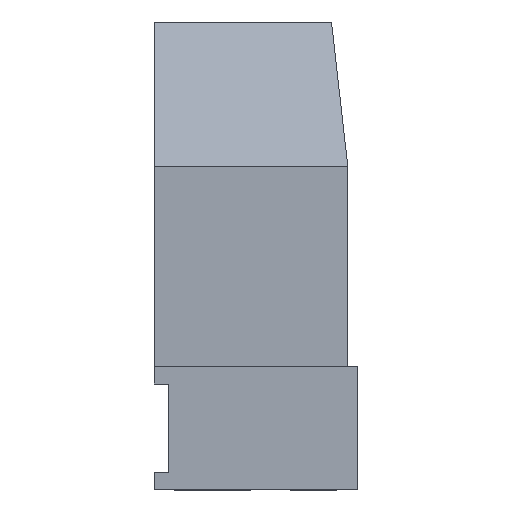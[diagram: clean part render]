
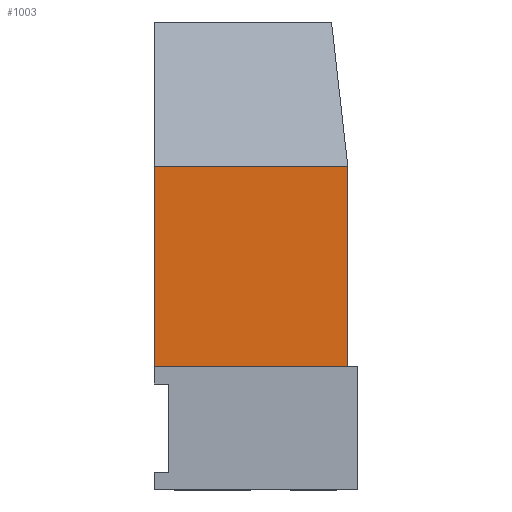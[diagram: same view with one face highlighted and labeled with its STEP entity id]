
A CAD part, left-side view. The second image highlights one B-rep face of the part: STEP entity #1003.
In plain terms, the highlighted planar face has unit normal (-1, 0, 0).
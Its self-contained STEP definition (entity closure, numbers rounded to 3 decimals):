
#43=B_SPLINE_CURVE_WITH_KNOTS('',3,(#2017,#2018,#2019,#2020),
 .UNSPECIFIED.,.F.,.F.,(4,4),(0.05,4.586),
 .UNSPECIFIED.);
#86=FACE_OUTER_BOUND('',#140,.T.);
#140=EDGE_LOOP('',(#838,#839,#840,#841));
#175=LINE('',#1331,#297);
#268=LINE('',#2022,#390);
#270=LINE('',#2025,#392);
#297=VECTOR('',#1095,10.);
#390=VECTOR('',#1254,10.);
#392=VECTOR('',#1258,10.);
#417=VERTEX_POINT('',#1328);
#418=VERTEX_POINT('',#1330);
#493=VERTEX_POINT('',#1976);
#497=VERTEX_POINT('',#2012);
#515=EDGE_CURVE('',#417,#418,#175,.T.);
#627=EDGE_CURVE('',#493,#497,#43,.T.);
#628=EDGE_CURVE('',#417,#493,#268,.T.);
#630=EDGE_CURVE('',#418,#497,#270,.T.);
#838=ORIENTED_EDGE('',*,*,#627,.T.);
#839=ORIENTED_EDGE('',*,*,#630,.F.);
#840=ORIENTED_EDGE('',*,*,#515,.F.);
#841=ORIENTED_EDGE('',*,*,#628,.T.);
#955=PLANE('',#1056);
#1003=ADVANCED_FACE('',(#86),#955,.T.);
#1056=AXIS2_PLACEMENT_3D('',#2024,#1256,#1257);
#1095=DIRECTION('',(0.,0.,1.));
#1254=DIRECTION('',(0.,-1.,0.));
#1256=DIRECTION('center_axis',(-1.,0.,0.));
#1257=DIRECTION('ref_axis',(0.,0.,-1.));
#1258=DIRECTION('',(0.,-1.,0.));
#1328=CARTESIAN_POINT('',(-77.,35.,24.));
#1330=CARTESIAN_POINT('',(-77.,35.,69.357));
#1331=CARTESIAN_POINT('',(-77.,35.,69.357));
#1976=CARTESIAN_POINT('',(-77.,-8.796,24.));
#2012=CARTESIAN_POINT('',(-77.,-8.796,69.357));
#2017=CARTESIAN_POINT('Ctrl Pts',(-77.,-8.796,24.));
#2018=CARTESIAN_POINT('Ctrl Pts',(-77.,-8.796,39.119));
#2019=CARTESIAN_POINT('Ctrl Pts',(-77.,-8.796,54.238));
#2020=CARTESIAN_POINT('Ctrl Pts',(-77.,-8.796,69.357));
#2022=CARTESIAN_POINT('',(-77.,0.,24.));
#2024=CARTESIAN_POINT('Origin',(-77.,0.,69.357));
#2025=CARTESIAN_POINT('',(-77.,0.,69.357));
